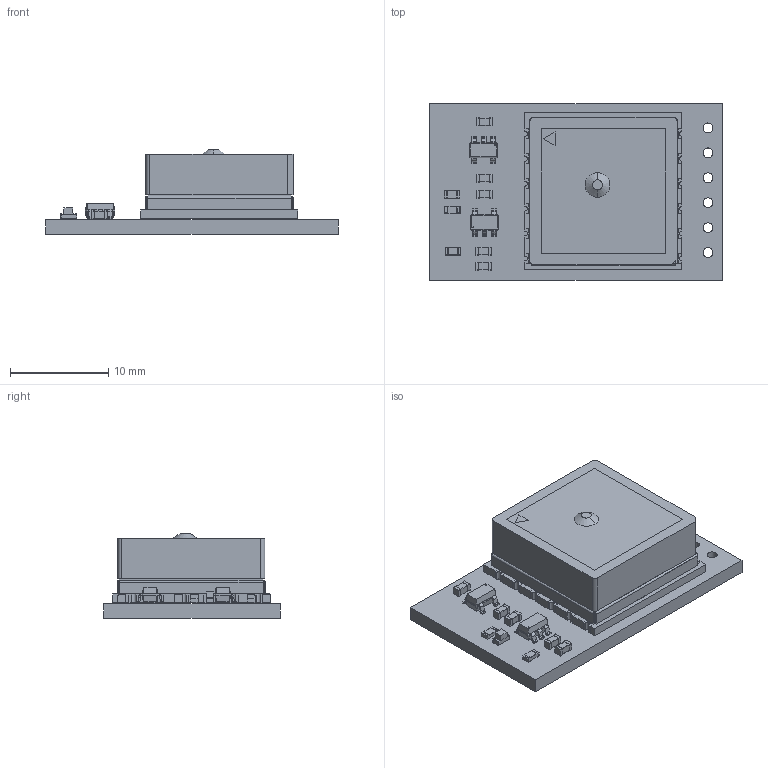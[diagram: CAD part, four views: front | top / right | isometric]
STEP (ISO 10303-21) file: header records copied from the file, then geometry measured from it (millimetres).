
FILE_DESCRIPTION(('KiCad electronic assembly'),'2;1');
FILE_NAME('L80 GPS daughter board v1.step','2026-01-19T21:25:20',( 'Pcbnew'),('Kicad'),'Open CASCADE STEP processor 7.9', 'KiCad to STEP converter','Unknown');
FILE_SCHEMA(('AUTOMOTIVE_DESIGN { 1 0 10303 214 1 1 1 1 }'));
Length unit declared in the file: millimetre
Products named in the file (7): L80 GPS daughter board v1 1; C_0603_1608Metric; R_0603_1608Metric; L80RE-M37--3DModel-STEP-56544; LED_0603_1608Metric; SOT-23-5; L80 GPS daughter board v1_PCB
Assembly tree (12 placements, depth 2):
  L80 GPS daughter board v1 1
    C_0603_1608Metric  x5
    R_0603_1608Metric  x2
    L80RE-M37--3DModel-STEP-56544
    LED_0603_1608Metric
    SOT-23-5  x2
    L80 GPS daughter board v1_PCB
Bounding box: 29.81 x 18.02 x 8.64 mm (x, y, z)
Volume: 2038.2 mm3; surface area: 4093.4 mm2
Topology: 31 solids, 31 shells, 753 faces, 1943 edges, 1266 vertices
Faces by surface type: plane 546, cylinder 173, bspline 32, cone 2
Full cylindrical faces by diameter (mm): 1 x6
Entity records: 17320 total; most frequent: CARTESIAN_POINT 2774, ORIENTED_EDGE 2634, DIRECTION 2510, EDGE_CURVE 1317, LINE 1096, VECTOR 1096, VERTEX_POINT 859, AXIS2_PLACEMENT_3D 707
